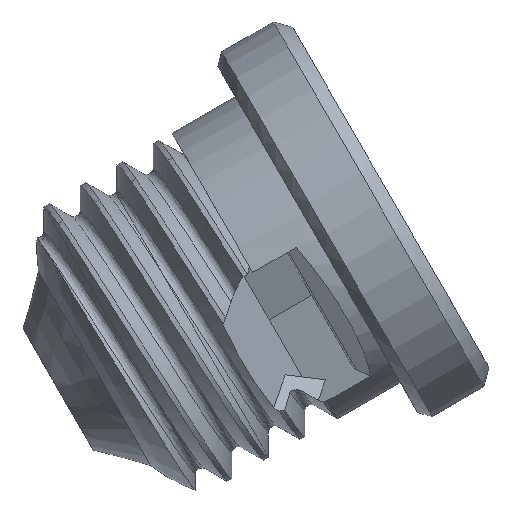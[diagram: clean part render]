
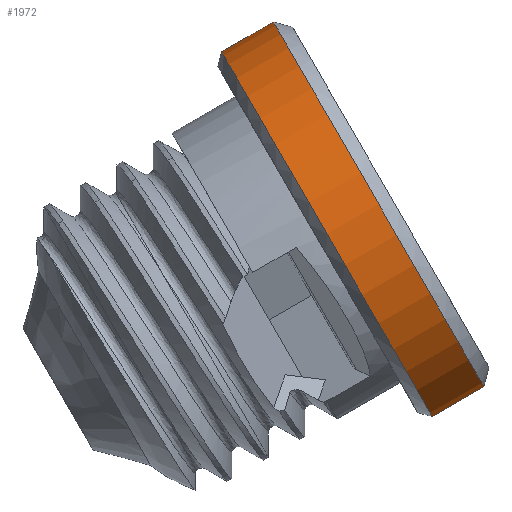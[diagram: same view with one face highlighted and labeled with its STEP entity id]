
A CAD part, top view. The second image highlights one B-rep face of the part: STEP entity #1972.
In plain terms, the highlighted cylindrical face has radius 15 mm (diameter 30 mm), a partial arc.
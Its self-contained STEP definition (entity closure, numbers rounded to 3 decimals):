
#75=CYLINDRICAL_SURFACE('',#2096,15.);
#244=LINE('',#10413,#392);
#245=LINE('',#10417,#393);
#392=VECTOR('',#2394,10.);
#393=VECTOR('',#2397,10.);
#525=FACE_OUTER_BOUND('',#639,.T.);
#639=EDGE_LOOP('',(#1657,#1658,#1659,#1660));
#690=CIRCLE('',#2097,15.);
#691=CIRCLE('',#2098,15.);
#940=VERTEX_POINT('',#10411);
#941=VERTEX_POINT('',#10412);
#942=VERTEX_POINT('',#10414);
#943=VERTEX_POINT('',#10416);
#1202=EDGE_CURVE('',#940,#941,#244,.T.);
#1203=EDGE_CURVE('',#940,#942,#690,.T.);
#1204=EDGE_CURVE('',#943,#942,#245,.T.);
#1205=EDGE_CURVE('',#941,#943,#691,.T.);
#1657=ORIENTED_EDGE('',*,*,#1202,.F.);
#1658=ORIENTED_EDGE('',*,*,#1203,.T.);
#1659=ORIENTED_EDGE('',*,*,#1204,.F.);
#1660=ORIENTED_EDGE('',*,*,#1205,.F.);
#1972=ADVANCED_FACE('',(#525),#75,.T.);
#2096=AXIS2_PLACEMENT_3D('',#10410,#2392,#2393);
#2097=AXIS2_PLACEMENT_3D('',#10415,#2395,#2396);
#2098=AXIS2_PLACEMENT_3D('',#10418,#2398,#2399);
#2392=DIRECTION('center_axis',(-0.866,-0.5,0.));
#2393=DIRECTION('ref_axis',(0.,0.,
1.));
#2394=DIRECTION('',(0.866,0.5,0.));
#2395=DIRECTION('center_axis',(0.866,0.5,0.));
#2396=DIRECTION('ref_axis',(-0.433,0.75,0.5));
#2397=DIRECTION('',(-0.866,-0.5,0.));
#2398=DIRECTION('center_axis',(0.866,0.5,0.));
#2399=DIRECTION('ref_axis',(-0.433,0.75,0.5));
#10410=CARTESIAN_POINT('Origin',(163.457,-21.2,11.));
#10411=CARTESIAN_POINT('',(154.678,-14.493,0.));
#10412=CARTESIAN_POINT('',(158.358,-12.368,0.));
#10413=CARTESIAN_POINT('',(158.358,-12.368,0.));
#10414=CARTESIAN_POINT('',(164.876,-32.156,0.));
#10415=CARTESIAN_POINT('Origin',(159.777,-23.325,11.));
#10416=CARTESIAN_POINT('',(168.556,-30.031,0.));
#10417=CARTESIAN_POINT('',(168.556,-30.031,0.));
#10418=CARTESIAN_POINT('Origin',(163.457,-21.2,11.));
